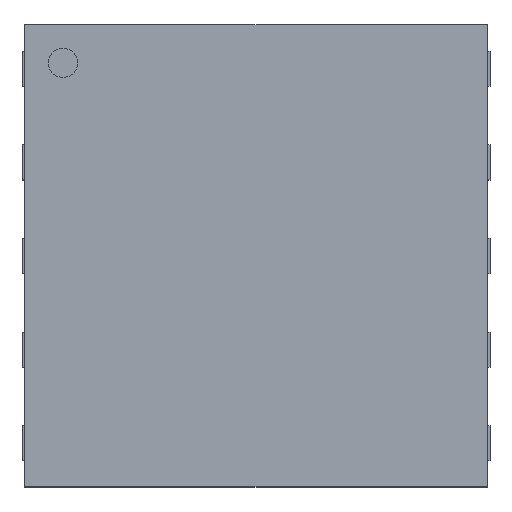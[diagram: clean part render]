
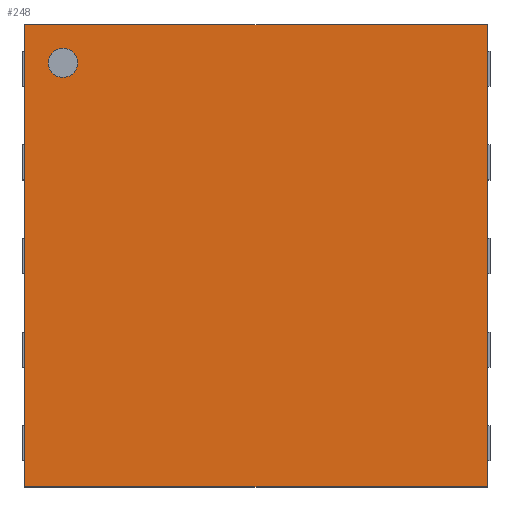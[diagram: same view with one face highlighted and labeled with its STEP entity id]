
A CAD part, top view. The second image highlights one B-rep face of the part: STEP entity #248.
In plain terms, the highlighted planar face has unit normal (0, 0, 1).
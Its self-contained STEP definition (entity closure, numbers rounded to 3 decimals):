
#24 = VERTEX_POINT('',#25);
#25 = CARTESIAN_POINT('',(-1.975,1.975,0.8));
#40 = VERTEX_POINT('',#41);
#41 = CARTESIAN_POINT('',(1.975,1.975,0.8));
#47 = EDGE_CURVE('',#24,#40,#48,.T.);
#48 = LINE('',#49,#50);
#49 = CARTESIAN_POINT('',(-1.975,1.975,0.8));
#50 = VECTOR('',#51,1.);
#51 = DIRECTION('',(1.,0.,0.));
#70 = EDGE_CURVE('',#24,#71,#73,.T.);
#71 = VERTEX_POINT('',#72);
#72 = CARTESIAN_POINT('',(-1.975,-1.975,0.8));
#73 = LINE('',#74,#75);
#74 = CARTESIAN_POINT('',(-1.975,1.975,0.8));
#75 = VECTOR('',#76,1.);
#76 = DIRECTION('',(0.,-1.,0.));
#248 = ADVANCED_FACE('',(#249,#267),#278,.T.);
#249 = FACE_BOUND('',#250,.T.);
#250 = EDGE_LOOP('',(#251,#252,#253,#261));
#251 = ORIENTED_EDGE('',*,*,#47,.F.);
#252 = ORIENTED_EDGE('',*,*,#70,.T.);
#253 = ORIENTED_EDGE('',*,*,#254,.T.);
#254 = EDGE_CURVE('',#71,#255,#257,.T.);
#255 = VERTEX_POINT('',#256);
#256 = CARTESIAN_POINT('',(1.975,-1.975,0.8));
#257 = LINE('',#258,#259);
#258 = CARTESIAN_POINT('',(-1.975,-1.975,0.8));
#259 = VECTOR('',#260,1.);
#260 = DIRECTION('',(1.,0.,0.));
#261 = ORIENTED_EDGE('',*,*,#262,.F.);
#262 = EDGE_CURVE('',#40,#255,#263,.T.);
#263 = LINE('',#264,#265);
#264 = CARTESIAN_POINT('',(1.975,1.975,0.8));
#265 = VECTOR('',#266,1.);
#266 = DIRECTION('',(0.,-1.,0.));
#267 = FACE_BOUND('',#268,.T.);
#268 = EDGE_LOOP('',(#269));
#269 = ORIENTED_EDGE('',*,*,#270,.T.);
#270 = EDGE_CURVE('',#271,#271,#273,.T.);
#271 = VERTEX_POINT('',#272);
#272 = CARTESIAN_POINT('',(-1.65,1.525,0.8));
#273 = CIRCLE('',#274,0.125);
#274 = AXIS2_PLACEMENT_3D('',#275,#276,#277);
#275 = CARTESIAN_POINT('',(-1.65,1.65,0.8));
#276 = DIRECTION('',(0.,-0.,-1.));
#277 = DIRECTION('',(0.,-1.,0.));
#278 = PLANE('',#279);
#279 = AXIS2_PLACEMENT_3D('',#280,#281,#282);
#280 = CARTESIAN_POINT('',(-1.975,1.975,0.8));
#281 = DIRECTION('',(0.,0.,1.));
#282 = DIRECTION('',(0.,-1.,0.));
